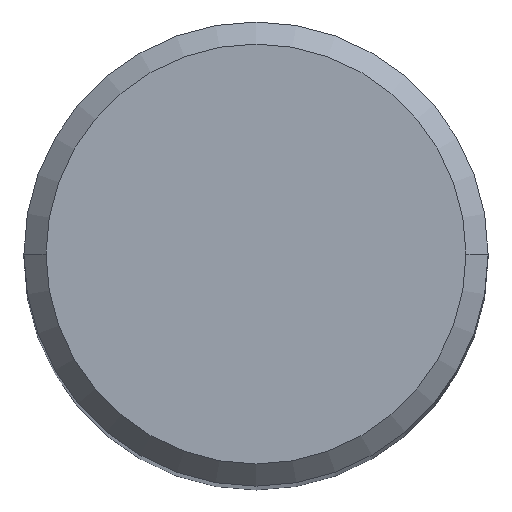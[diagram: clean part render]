
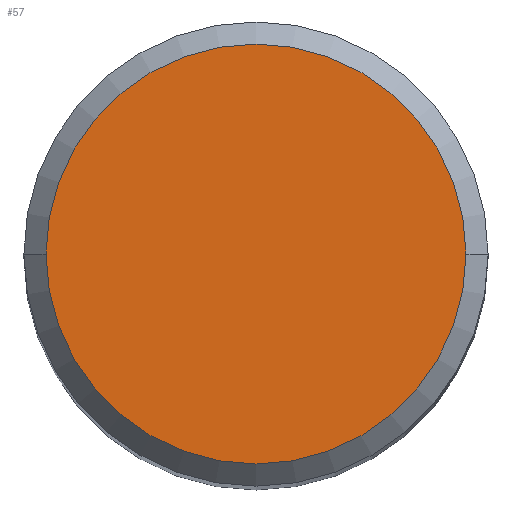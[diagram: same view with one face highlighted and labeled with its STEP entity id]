
A CAD part, top view. The second image highlights one B-rep face of the part: STEP entity #57.
In plain terms, the highlighted planar face has unit normal (0, 0, 1).
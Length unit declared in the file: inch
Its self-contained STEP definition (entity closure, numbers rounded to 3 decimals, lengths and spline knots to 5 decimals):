
#25 = DIRECTION ( 'NONE',  ( 1., 0., 0. ) ) ;
#32 = DIRECTION ( 'NONE',  ( 0., 0., 1. ) ) ;
#39 = ORIENTED_EDGE ( 'NONE', *, *, #260, .T. ) ;
#42 = AXIS2_PLACEMENT_3D ( 'NONE', #125, #32, #238 ) ;
#43 = EDGE_LOOP ( 'NONE', ( #39, #299 ) ) ;
#49 = FACE_OUTER_BOUND ( 'NONE', #43, .T. ) ;
#52 = CARTESIAN_POINT ( 'NONE',  ( 0.14248, 0., 2.48032 ) ) ;
#57 = ADVANCED_FACE ( 'NONE', ( #49 ), #145, .T. ) ;
#71 = DIRECTION ( 'NONE',  ( 0., 0., 1. ) ) ;
#125 = CARTESIAN_POINT ( 'NONE',  ( 0., 0., 2.48032 ) ) ;
#136 = VERTEX_POINT ( 'NONE', #275 ) ;
#141 = AXIS2_PLACEMENT_3D ( 'NONE', #251, #71, #25 ) ;
#145 = PLANE ( 'NONE',  #141 ) ;
#151 = CARTESIAN_POINT ( 'NONE',  ( 0., 0., 2.48032 ) ) ;
#152 = DIRECTION ( 'NONE',  ( 0., 0., 1. ) ) ;
#162 = CIRCLE ( 'NONE', #42, 0.14248 ) ;
#175 = DIRECTION ( 'NONE',  ( 1., 0., 0. ) ) ;
#184 = VERTEX_POINT ( 'NONE', #52 ) ;
#208 = AXIS2_PLACEMENT_3D ( 'NONE', #151, #152, #175 ) ;
#230 = CIRCLE ( 'NONE', #208, 0.14248 ) ;
#238 = DIRECTION ( 'NONE',  ( 1., 0., 0. ) ) ;
#251 = CARTESIAN_POINT ( 'NONE',  ( 0., 0., 2.48032 ) ) ;
#260 = EDGE_CURVE ( 'NONE', #136, #184, #230, .T. ) ;
#275 = CARTESIAN_POINT ( 'NONE',  ( -0.14248, 0., 2.48032 ) ) ;
#288 = EDGE_CURVE ( 'NONE', #184, #136, #162, .T. ) ;
#299 = ORIENTED_EDGE ( 'NONE', *, *, #288, .T. ) ;
